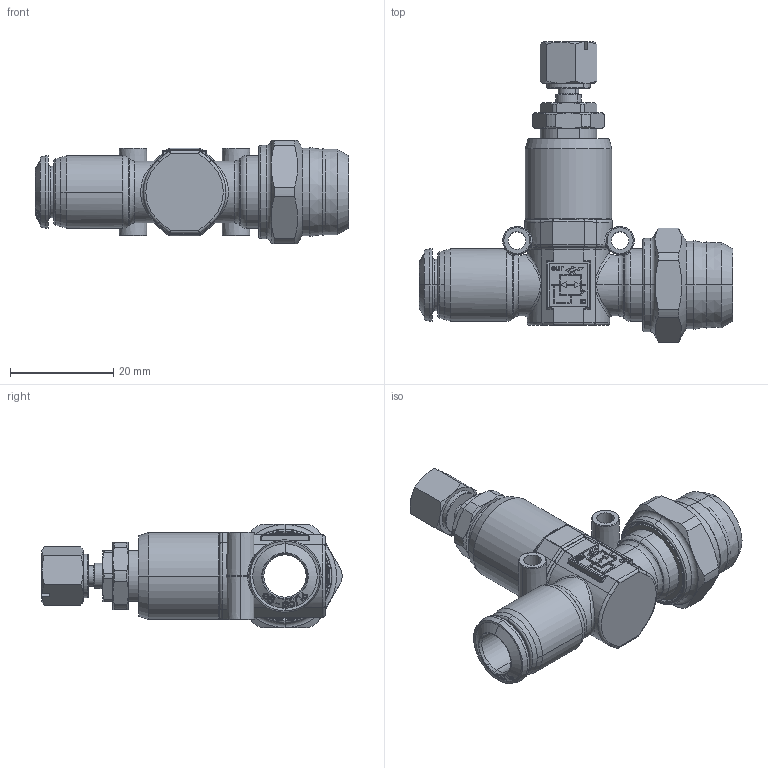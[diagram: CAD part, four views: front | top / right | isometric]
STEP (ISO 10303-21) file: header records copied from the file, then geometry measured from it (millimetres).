
FILE_DESCRIPTION (( 'STEP AP214' ), '1' );
FILE_NAME ('5598000004A.STEP', '2015-07-07T14:22:54', ( '' ), ( '' ), 'SwSTEP 2.0', 'SolidWorks 2015', '' );
FILE_SCHEMA (( 'AUTOMOTIVE_DESIGN' ));
Length unit declared in the file: millimetre
Products named in the file (1): 5598000004A
Bounding box: 60.7 x 58.13 x 20 mm (x, y, z)
Surface area: 9188.8 mm2 (no closed solid volume)
Topology: 0 solids, 13 shells, 646 faces, 1783 edges, 1125 vertices
Faces by surface type: plane 214, bspline 153, cylinder 120, cone 115, torus 42, sphere 2
Entity records: 37321 total; most frequent: CARTESIAN_POINT 15386, ORIENTED_EDGE 3219, DIRECTION 2633, EDGE_CURVE 1775, VERTEX_POINT 1125, AXIS2_PLACEMENT_3D 948, LINE 737, VECTOR 737
